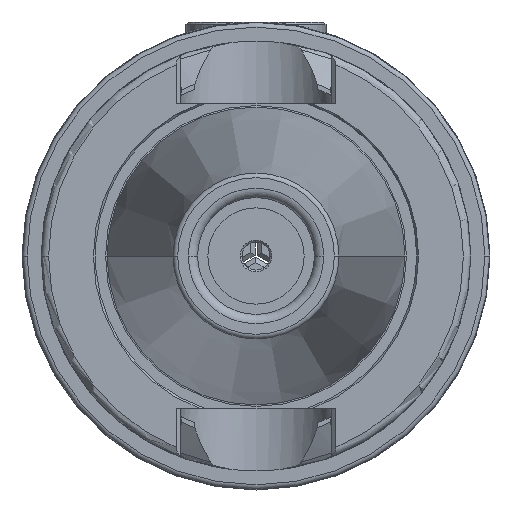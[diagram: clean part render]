
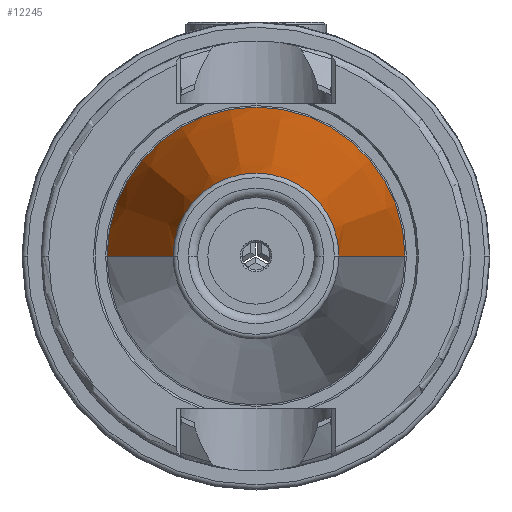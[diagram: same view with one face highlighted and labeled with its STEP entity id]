
A CAD part, front view. The second image highlights one B-rep face of the part: STEP entity #12245.
In plain terms, the highlighted conical face has half-angle 8.297 degrees and reference radius 8.879 mm.
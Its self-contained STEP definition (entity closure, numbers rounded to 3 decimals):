
#1115 = EDGE_CURVE ( 'NONE', #14039, #9494, #13095, .T. ) ;
#2850 = AXIS2_PLACEMENT_3D ( 'NONE', #29912, #5911, #8712 ) ;
#3803 = VERTEX_POINT ( 'NONE', #15755 ) ;
#4399 = DIRECTION ( 'NONE',  ( 0., 1., 0. ) ) ;
#5911 = DIRECTION ( 'NONE',  ( 0., 1., 0. ) ) ;
#8370 = CARTESIAN_POINT ( 'NONE',  ( 0., 48.9, 0. ) ) ;
#8712 = DIRECTION ( 'NONE',  ( -1., 0., 0. ) ) ;
#9494 = VERTEX_POINT ( 'NONE', #32441 ) ;
#11030 = DIRECTION ( 'NONE',  ( -1., 0., 0. ) ) ;
#11512 = ORIENTED_EDGE ( 'NONE', *, *, #1115, .T. ) ;
#12245 = ADVANCED_FACE ( 'NONE', ( #30332 ), #22297, .T. ) ;
#13095 = LINE ( 'NONE', #19509, #20153 ) ;
#14039 = VERTEX_POINT ( 'NONE', #22091 ) ;
#14416 = CARTESIAN_POINT ( 'NONE',  ( -15.948, 48.9, 0. ) ) ;
#15745 = EDGE_CURVE ( 'NONE', #34163, #9494, #31943, .T. ) ;
#15755 = CARTESIAN_POINT ( 'NONE',  ( -8.879, 0.428, 0. ) ) ;
#16617 = EDGE_LOOP ( 'NONE', ( #17348, #11512, #25558, #20616 ) ) ;
#17171 = CIRCLE ( 'NONE', #21173, 8.879 ) ;
#17348 = ORIENTED_EDGE ( 'NONE', *, *, #26560, .T. ) ;
#18547 = VECTOR ( 'NONE', #25842, 1000. ) ;
#19509 = CARTESIAN_POINT ( 'NONE',  ( 8.879, 0.428, 0. ) ) ;
#19550 = DIRECTION ( 'NONE',  ( 0.144, 0.99, 0. ) ) ;
#20153 = VECTOR ( 'NONE', #19550, 1000. ) ;
#20332 = CARTESIAN_POINT ( 'NONE',  ( 0., 0.428, 0. ) ) ;
#20439 = CARTESIAN_POINT ( 'NONE',  ( -8.879, 0.428, 0. ) ) ;
#20616 = ORIENTED_EDGE ( 'NONE', *, *, #34422, .F. ) ;
#21173 = AXIS2_PLACEMENT_3D ( 'NONE', #20332, #4399, #22950 ) ;
#22091 = CARTESIAN_POINT ( 'NONE',  ( 8.879, 0.428, 0. ) ) ;
#22297 = CONICAL_SURFACE ( 'NONE', #2850, 8.879, 0.145 ) ;
#22950 = DIRECTION ( 'NONE',  ( -1., 0., 0. ) ) ;
#25558 = ORIENTED_EDGE ( 'NONE', *, *, #15745, .F. ) ;
#25842 = DIRECTION ( 'NONE',  ( -0.144, 0.99, 0. ) ) ;
#26560 = EDGE_CURVE ( 'NONE', #3803, #14039, #17171, .T. ) ;
#26915 = DIRECTION ( 'NONE',  ( 0., 1., 0. ) ) ;
#29912 = CARTESIAN_POINT ( 'NONE',  ( 0., 0.428, 0. ) ) ;
#30332 = FACE_OUTER_BOUND ( 'NONE', #16617, .T. ) ;
#31943 = CIRCLE ( 'NONE', #34757, 15.948 ) ;
#32441 = CARTESIAN_POINT ( 'NONE',  ( 15.948, 48.9, 0. ) ) ;
#32892 = LINE ( 'NONE', #20439, #18547 ) ;
#34163 = VERTEX_POINT ( 'NONE', #14416 ) ;
#34422 = EDGE_CURVE ( 'NONE', #3803, #34163, #32892, .T. ) ;
#34757 = AXIS2_PLACEMENT_3D ( 'NONE', #8370, #26915, #11030 ) ;
